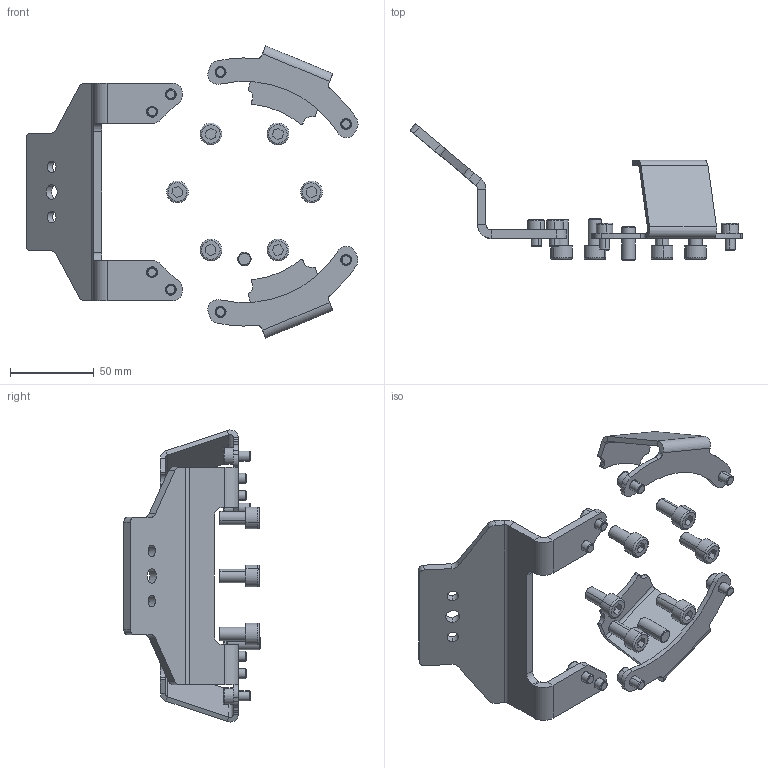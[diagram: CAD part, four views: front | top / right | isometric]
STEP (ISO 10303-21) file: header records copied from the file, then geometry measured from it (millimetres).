
FILE_DESCRIPTION (( 'STEP AP203' ), '1' );
FILE_NAME ('P5208.STEP', '2018-12-19T12:36:33', ( 'RSPlokal' ), ( 'Microsoft' ), 'SwSTEP 2.0', 'SolidWorks 2017', '' );
FILE_SCHEMA (( 'CONFIG_CONTROL_DESIGN' ));
Length unit declared in the file: millimetre
Products named in the file (1): P5208
Bounding box: 198.12 x 81.36 x 174.34 mm (x, y, z)
Volume: 90021.2 mm3; surface area: 53506.7 mm2
Topology: 18 solids, 18 shells, 416 faces, 940 edges, 588 vertices
Faces by surface type: plane 210, cylinder 146, cone 32, torus 28
Entity records: 11683 total; most frequent: DIRECTION 2154, CARTESIAN_POINT 1945, ORIENTED_EDGE 1880, EDGE_CURVE 940, AXIS2_PLACEMENT_3D 797, VERTEX_POINT 588, VECTOR 560, LINE 560
